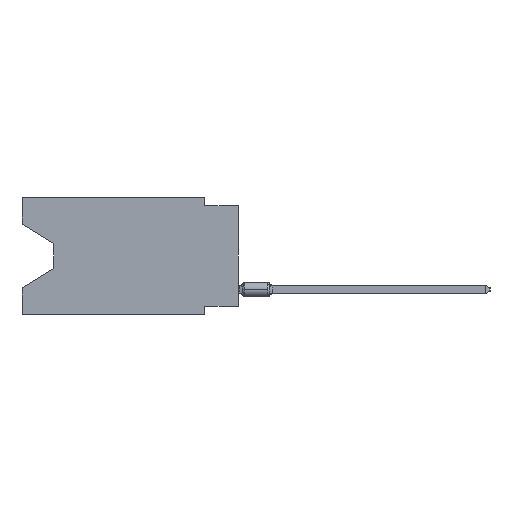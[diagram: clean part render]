
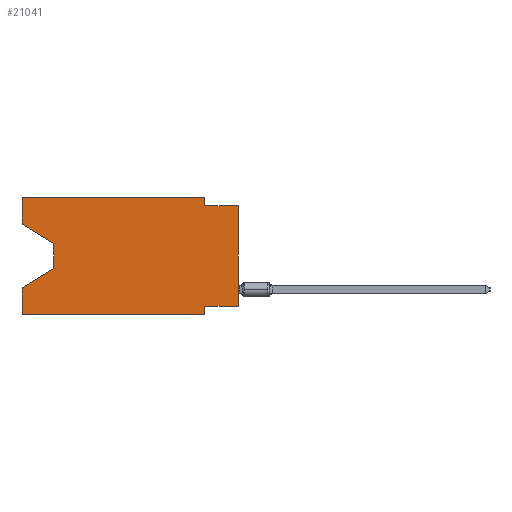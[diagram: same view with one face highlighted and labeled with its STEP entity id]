
A CAD part, left-side view. The second image highlights one B-rep face of the part: STEP entity #21041.
In plain terms, the highlighted planar face has unit normal (-1, 0, 0).
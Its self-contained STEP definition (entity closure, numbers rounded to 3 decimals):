
#442 = CARTESIAN_POINT ( 'NONE',  ( 0., 0., 0. ) ) ;
#470 = CARTESIAN_POINT ( 'NONE',  ( 0., 16.383, 0. ) ) ;
#522 = DIRECTION ( 'NONE',  ( 0., 0.855, -0.519 ) ) ;
#1138 = LINE ( 'NONE', #11322, #16019 ) ;
#1156 = CARTESIAN_POINT ( 'NONE',  ( 0., 2.54, 0. ) ) ;
#2050 = CARTESIAN_POINT ( 'NONE',  ( 0., 0., -8.255 ) ) ;
#2405 = DIRECTION ( 'NONE',  ( 0., -1., 0. ) ) ;
#2430 = LINE ( 'NONE', #25890, #26409 ) ;
#3037 = EDGE_CURVE ( 'NONE', #22605, #17605, #2430, .T. ) ;
#3041 = FACE_OUTER_BOUND ( 'NONE', #26621, .T. ) ;
#3087 = CARTESIAN_POINT ( 'NONE',  ( 0., 13.97, -5.385 ) ) ;
#3715 = EDGE_CURVE ( 'NONE', #13536, #25096, #27664, .T. ) ;
#4139 = VECTOR ( 'NONE', #2405, 1000. ) ;
#4701 = CARTESIAN_POINT ( 'NONE',  ( 0., 16.383, -2.038 ) ) ;
#4987 = VECTOR ( 'NONE', #27045, 1000. ) ;
#5617 = VECTOR ( 'NONE', #18587, 1000. ) ;
#5742 = DIRECTION ( 'NONE',  ( 0., 0., -1. ) ) ;
#5903 = DIRECTION ( 'NONE',  ( 1., 0., 0. ) ) ;
#6004 = ORIENTED_EDGE ( 'NONE', *, *, #31627, .F. ) ;
#6051 = VECTOR ( 'NONE', #29520, 1000. ) ;
#6186 = ORIENTED_EDGE ( 'NONE', *, *, #30759, .F. ) ;
#6206 = VECTOR ( 'NONE', #33273, 1000. ) ;
#7027 = VERTEX_POINT ( 'NONE', #14493 ) ;
#8619 = PLANE ( 'NONE',  #10900 ) ;
#9294 = DIRECTION ( 'NONE',  ( 0., -0.855, -0.519 ) ) ;
#9516 = VERTEX_POINT ( 'NONE', #19125 ) ;
#9532 = ORIENTED_EDGE ( 'NONE', *, *, #3037, .F. ) ;
#10900 = AXIS2_PLACEMENT_3D ( 'NONE', #470, #5903, #5742 ) ;
#10973 = EDGE_CURVE ( 'NONE', #21575, #29944, #13223, .T. ) ;
#11191 = VECTOR ( 'NONE', #25796, 1000. ) ;
#11322 = CARTESIAN_POINT ( 'NONE',  ( 0., 2.54, -8.89 ) ) ;
#12069 = ORIENTED_EDGE ( 'NONE', *, *, #25581, .T. ) ;
#12394 = CARTESIAN_POINT ( 'NONE',  ( 0., 13.97, -3.505 ) ) ;
#12553 = CARTESIAN_POINT ( 'NONE',  ( 0., 16.383, 0. ) ) ;
#12787 = DIRECTION ( 'NONE',  ( 0., 1., 0. ) ) ;
#13223 = LINE ( 'NONE', #12553, #6206 ) ;
#13536 = VERTEX_POINT ( 'NONE', #4701 ) ;
#14211 = DIRECTION ( 'NONE',  ( 0., 0., -1. ) ) ;
#14493 = CARTESIAN_POINT ( 'NONE',  ( 0., 16.383, -8.89 ) ) ;
#14525 = ORIENTED_EDGE ( 'NONE', *, *, #28047, .F. ) ;
#15242 = EDGE_CURVE ( 'NONE', #13536, #21575, #26424, .T. ) ;
#15526 = CARTESIAN_POINT ( 'NONE',  ( 0., 13.97, -3.505 ) ) ;
#15670 = EDGE_CURVE ( 'NONE', #22605, #28495, #31377, .T. ) ;
#15943 = VECTOR ( 'NONE', #522, 1000. ) ;
#16019 = VECTOR ( 'NONE', #14211, 1000. ) ;
#16354 = ORIENTED_EDGE ( 'NONE', *, *, #15242, .F. ) ;
#16631 = CARTESIAN_POINT ( 'NONE',  ( 0., 16.383, -2.038 ) ) ;
#16686 = LINE ( 'NONE', #32313, #4987 ) ;
#17068 = ORIENTED_EDGE ( 'NONE', *, *, #28912, .T. ) ;
#17080 = VECTOR ( 'NONE', #27348, 1000. ) ;
#17605 = VERTEX_POINT ( 'NONE', #29960 ) ;
#18587 = DIRECTION ( 'NONE',  ( 0., 0., -1. ) ) ;
#18798 = CARTESIAN_POINT ( 'NONE',  ( 0., 2.54, -8.89 ) ) ;
#19098 = ORIENTED_EDGE ( 'NONE', *, *, #10973, .F. ) ;
#19125 = CARTESIAN_POINT ( 'NONE',  ( 0., 13.97, -5.385 ) ) ;
#19237 = CARTESIAN_POINT ( 'NONE',  ( 0., 2.54, 0. ) ) ;
#19860 = LINE ( 'NONE', #3087, #15943 ) ;
#20400 = VECTOR ( 'NONE', #9294, 1000. ) ;
#21041 = ADVANCED_FACE ( 'NONE', ( #3041 ), #8619, .F. ) ;
#21524 = VECTOR ( 'NONE', #31003, 1000. ) ;
#21575 = VERTEX_POINT ( 'NONE', #23421 ) ;
#22605 = VERTEX_POINT ( 'NONE', #2050 ) ;
#22638 = CARTESIAN_POINT ( 'NONE',  ( 0., 16.383, -8.89 ) ) ;
#22840 = EDGE_CURVE ( 'NONE', #29944, #28894, #26815, .T. ) ;
#23421 = CARTESIAN_POINT ( 'NONE',  ( 0., 16.383, 0. ) ) ;
#23578 = VERTEX_POINT ( 'NONE', #31994 ) ;
#23706 = CARTESIAN_POINT ( 'NONE',  ( 0., 16.383, 0. ) ) ;
#25061 = ORIENTED_EDGE ( 'NONE', *, *, #3715, .T. ) ;
#25096 = VERTEX_POINT ( 'NONE', #12394 ) ;
#25581 = EDGE_CURVE ( 'NONE', #9516, #23578, #19860, .T. ) ;
#25687 = LINE ( 'NONE', #22638, #4139 ) ;
#25796 = DIRECTION ( 'NONE',  ( 0., 0., 1. ) ) ;
#25890 = CARTESIAN_POINT ( 'NONE',  ( 0., 0., -8.255 ) ) ;
#26409 = VECTOR ( 'NONE', #12787, 1000. ) ;
#26424 = LINE ( 'NONE', #23706, #21524 ) ;
#26608 = ORIENTED_EDGE ( 'NONE', *, *, #15670, .T. ) ;
#26621 = EDGE_LOOP ( 'NONE', ( #25061, #17068, #12069, #14525, #28550, #6186, #9532, #26608, #6004, #29710, #19098, #16354 ) ) ;
#26815 = LINE ( 'NONE', #1156, #6051 ) ;
#27045 = DIRECTION ( 'NONE',  ( 0., 0., 1. ) ) ;
#27348 = DIRECTION ( 'NONE',  ( 0., -1., 0. ) ) ;
#27664 = LINE ( 'NONE', #16631, #20400 ) ;
#27832 = CARTESIAN_POINT ( 'NONE',  ( 0., 0., -0.635 ) ) ;
#28047 = EDGE_CURVE ( 'NONE', #7027, #23578, #16686, .T. ) ;
#28430 = LINE ( 'NONE', #15526, #5617 ) ;
#28495 = VERTEX_POINT ( 'NONE', #27832 ) ;
#28550 = ORIENTED_EDGE ( 'NONE', *, *, #31376, .T. ) ;
#28894 = VERTEX_POINT ( 'NONE', #30986 ) ;
#28912 = EDGE_CURVE ( 'NONE', #25096, #9516, #28430, .T. ) ;
#29520 = DIRECTION ( 'NONE',  ( 0., 0., -1. ) ) ;
#29710 = ORIENTED_EDGE ( 'NONE', *, *, #22840, .F. ) ;
#29881 = CARTESIAN_POINT ( 'NONE',  ( 0., 0., -0.635 ) ) ;
#29944 = VERTEX_POINT ( 'NONE', #19237 ) ;
#29960 = CARTESIAN_POINT ( 'NONE',  ( 0., 2.54, -8.255 ) ) ;
#30759 = EDGE_CURVE ( 'NONE', #17605, #33470, #1138, .T. ) ;
#30986 = CARTESIAN_POINT ( 'NONE',  ( 0., 2.54, -0.635 ) ) ;
#31003 = DIRECTION ( 'NONE',  ( 0., 0., 1. ) ) ;
#31376 = EDGE_CURVE ( 'NONE', #7027, #33470, #25687, .T. ) ;
#31377 = LINE ( 'NONE', #442, #11191 ) ;
#31627 = EDGE_CURVE ( 'NONE', #28894, #28495, #32282, .T. ) ;
#31994 = CARTESIAN_POINT ( 'NONE',  ( 0., 16.383, -6.852 ) ) ;
#32282 = LINE ( 'NONE', #29881, #17080 ) ;
#32313 = CARTESIAN_POINT ( 'NONE',  ( 0., 16.383, 0. ) ) ;
#33273 = DIRECTION ( 'NONE',  ( 0., -1., 0. ) ) ;
#33470 = VERTEX_POINT ( 'NONE', #18798 ) ;
